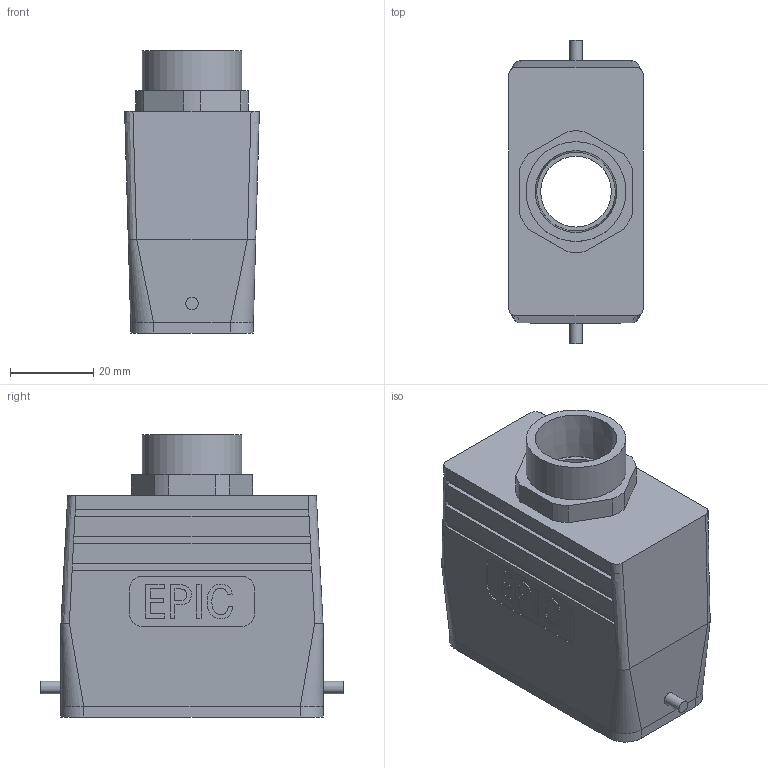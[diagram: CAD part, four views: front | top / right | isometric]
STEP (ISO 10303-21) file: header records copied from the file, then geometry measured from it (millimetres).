
FILE_DESCRIPTION( ( 'Unknown' ), '1' );
FILE_NAME( 'H_A_10_TG_PG13_NPT_12.stp', 'Unknown', ( 'Unknown' ), ( 'Unknown' ), 'PSStep 11.0', 'Unknown', ' ' );
FILE_SCHEMA( ( 'AUTOMOTIVE_DESIGN { 1 0 10303 214 1 1 1 1 }' ) );
Length unit declared in the file: millimetre
Products named in the file (1): 1
Bounding box: 32.4 x 73 x 67.8 mm (x, y, z)
Volume: 39034.2 mm3; surface area: 25177.4 mm2
Topology: 1 solids, 1 shells, 170 faces, 418 edges, 267 vertices
Faces by surface type: plane 121, cylinder 35, bspline 8, extrusion 5, cone 1
Full cylindrical faces by diameter (mm): 2.459 x4, 3 x2, 17 x1, 18.923 x1, 24 x1
Entity records: 6857 total; most frequent: CARTESIAN_POINT 1714, ORIENTED_EDGE 812, DIRECTION 682, EDGE_CURVE 406, VERTEX_POINT 265, VECTOR 232, LINE 227, AXIS2_PLACEMENT_3D 225
